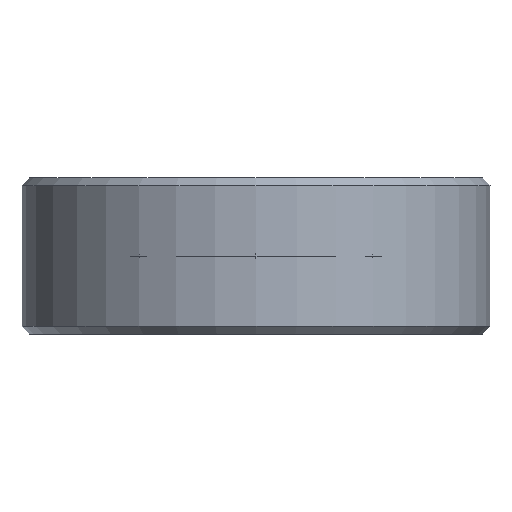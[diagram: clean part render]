
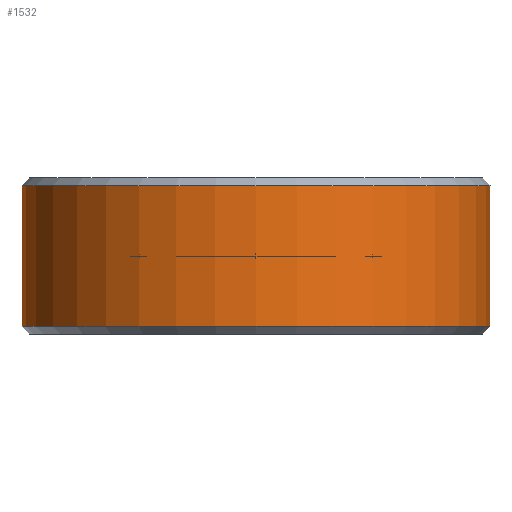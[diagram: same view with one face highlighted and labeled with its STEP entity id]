
A CAD part, front view. The second image highlights one B-rep face of the part: STEP entity #1532.
In plain terms, the highlighted cylindrical face has radius 4.763 mm (diameter 9.525 mm), a partial arc.
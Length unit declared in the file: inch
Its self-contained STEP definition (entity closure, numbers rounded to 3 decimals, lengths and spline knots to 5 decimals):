
#89 = DIRECTION ( 'NONE',  ( 1., 0., 0. ) ) ;
#127 = ORIENTED_EDGE ( 'NONE', *, *, #2026, .T. ) ;
#164 = EDGE_CURVE ( 'NONE', #1436, #1889, #844, .T. ) ;
#199 = ORIENTED_EDGE ( 'NONE', *, *, #455, .T. ) ;
#240 = CYLINDRICAL_SURFACE ( 'NONE', #899, 0.1875 ) ;
#455 = EDGE_CURVE ( 'NONE', #1333, #1436, #632, .T. ) ;
#474 = CARTESIAN_POINT ( 'NONE',  ( -0.1875, 0., 0.05625 ) ) ;
#615 = CARTESIAN_POINT ( 'NONE',  ( 0., 0., -0.05625 ) ) ;
#632 = LINE ( 'NONE', #658, #1859 ) ;
#658 = CARTESIAN_POINT ( 'NONE',  ( 0.1875, 0., 0.0625 ) ) ;
#844 = CIRCLE ( 'NONE', #1422, 0.1875 ) ;
#899 = AXIS2_PLACEMENT_3D ( 'NONE', #1298, #1971, #89 ) ;
#913 = VERTEX_POINT ( 'NONE', #1353 ) ;
#980 = LINE ( 'NONE', #1160, #1628 ) ;
#1108 = ORIENTED_EDGE ( 'NONE', *, *, #164, .T. ) ;
#1160 = CARTESIAN_POINT ( 'NONE',  ( -0.1875, 0., 0.0625 ) ) ;
#1223 = AXIS2_PLACEMENT_3D ( 'NONE', #615, #1325, #2068 ) ;
#1298 = CARTESIAN_POINT ( 'NONE',  ( 0., 0., 0.0625 ) ) ;
#1325 = DIRECTION ( 'NONE',  ( 0., 0., 1. ) ) ;
#1333 = VERTEX_POINT ( 'NONE', #1657 ) ;
#1337 = CARTESIAN_POINT ( 'NONE',  ( 0., 0., 0.05625 ) ) ;
#1353 = CARTESIAN_POINT ( 'NONE',  ( -0.1875, 0., -0.05625 ) ) ;
#1422 = AXIS2_PLACEMENT_3D ( 'NONE', #1337, #2057, #2046 ) ;
#1436 = VERTEX_POINT ( 'NONE', #1478 ) ;
#1478 = CARTESIAN_POINT ( 'NONE',  ( 0.1875, 0., 0.05625 ) ) ;
#1532 = ADVANCED_FACE ( 'NONE', ( #2097 ), #240, .T. ) ;
#1628 = VECTOR ( 'NONE', #1860, 39.37008 ) ;
#1657 = CARTESIAN_POINT ( 'NONE',  ( 0.1875, 0., -0.05625 ) ) ;
#1859 = VECTOR ( 'NONE', #2197, 39.37008 ) ;
#1860 = DIRECTION ( 'NONE',  ( 0., 0., 1. ) ) ;
#1864 = EDGE_LOOP ( 'NONE', ( #1882, #127, #199, #1108 ) ) ;
#1882 = ORIENTED_EDGE ( 'NONE', *, *, #1942, .F. ) ;
#1889 = VERTEX_POINT ( 'NONE', #474 ) ;
#1942 = EDGE_CURVE ( 'NONE', #913, #1889, #980, .T. ) ;
#1971 = DIRECTION ( 'NONE',  ( 0., 0., 1. ) ) ;
#2026 = EDGE_CURVE ( 'NONE', #913, #1333, #2198, .T. ) ;
#2046 = DIRECTION ( 'NONE',  ( 1., 0., 0. ) ) ;
#2057 = DIRECTION ( 'NONE',  ( 0., 0., -1. ) ) ;
#2068 = DIRECTION ( 'NONE',  ( 1., 0., 0. ) ) ;
#2097 = FACE_OUTER_BOUND ( 'NONE', #1864, .T. ) ;
#2197 = DIRECTION ( 'NONE',  ( 0., 0., 1. ) ) ;
#2198 = CIRCLE ( 'NONE', #1223, 0.1875 ) ;
